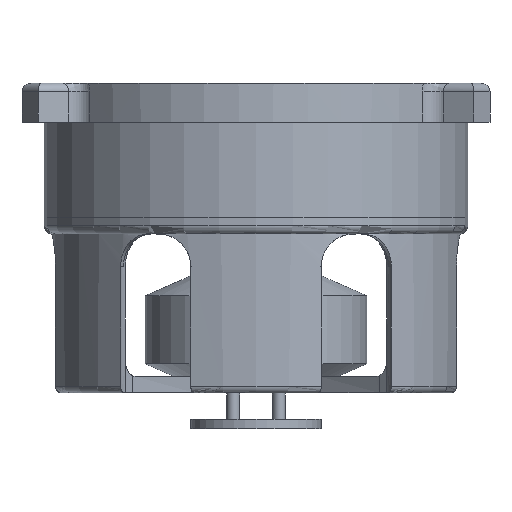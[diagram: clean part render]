
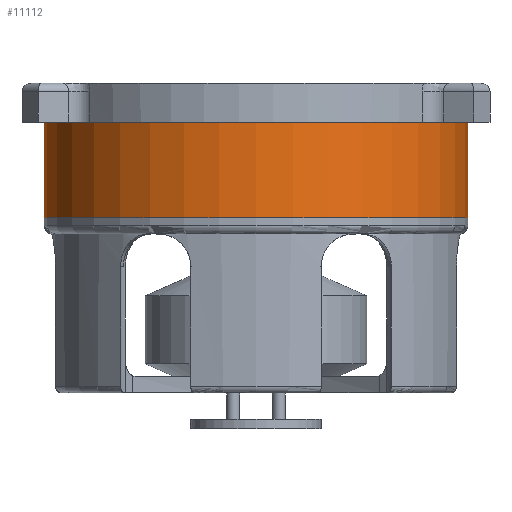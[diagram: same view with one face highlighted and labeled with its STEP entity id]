
A CAD part, left-side view. The second image highlights one B-rep face of the part: STEP entity #11112.
In plain terms, the highlighted cylindrical face has radius 65 mm (diameter 130 mm), a full revolution.
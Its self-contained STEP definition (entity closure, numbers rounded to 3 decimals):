
#1145=FACE_OUTER_BOUND('',#1791,.T.);
#1791=EDGE_LOOP('',(#8354,#8355,#8356,#8357));
#2692=CIRCLE('',#12198,65.);
#2752=CIRCLE('',#12294,65.);
#3303=LINE('',#17921,#3844);
#3844=VECTOR('',#14515,65.);
#4594=VERTEX_POINT('',#17736);
#4653=VERTEX_POINT('',#17920);
#5916=EDGE_CURVE('',#4594,#4594,#2692,.T.);
#6005=EDGE_CURVE('',#4594,#4653,#3303,.T.);
#6006=EDGE_CURVE('',#4653,#4653,#2752,.T.);
#8354=ORIENTED_EDGE('',*,*,#5916,.F.);
#8355=ORIENTED_EDGE('',*,*,#6005,.T.);
#8356=ORIENTED_EDGE('',*,*,#6006,.T.);
#8357=ORIENTED_EDGE('',*,*,#6005,.F.);
#10723=CYLINDRICAL_SURFACE('',#12293,65.);
#11112=ADVANCED_FACE('',(#1145),#10723,.T.);
#12198=AXIS2_PLACEMENT_3D('',#17737,#14294,#14295);
#12293=AXIS2_PLACEMENT_3D('',#17919,#14513,#14514);
#12294=AXIS2_PLACEMENT_3D('',#17922,#14516,#14517);
#14294=DIRECTION('center_axis',(0.,0.,1.));
#14295=DIRECTION('ref_axis',(-1.,0.,0.));
#14513=DIRECTION('center_axis',(0.,0.,1.));
#14514=DIRECTION('ref_axis',(1.,0.,0.));
#14515=DIRECTION('',(0.,0.,-1.));
#14516=DIRECTION('center_axis',(0.,0.,1.));
#14517=DIRECTION('ref_axis',(1.,0.,0.));
#17736=CARTESIAN_POINT('',(-65.,0.,29.25));
#17737=CARTESIAN_POINT('Origin',(0.,0.,29.25));
#17919=CARTESIAN_POINT('Origin',(0.,0.,0.));
#17920=CARTESIAN_POINT('',(-65.,0.,0.));
#17921=CARTESIAN_POINT('',(-65.,0.,0.));
#17922=CARTESIAN_POINT('Origin',(0.,0.,0.));
